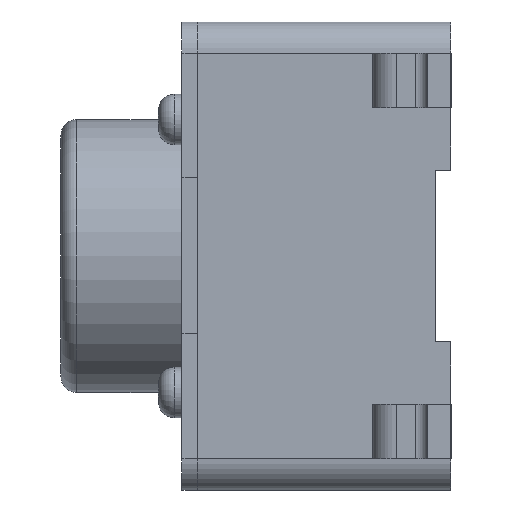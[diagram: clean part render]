
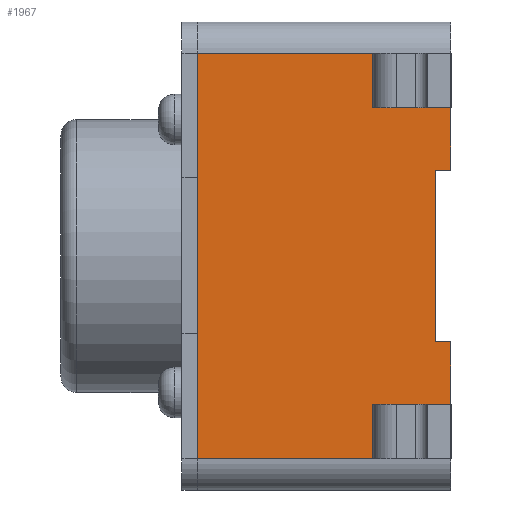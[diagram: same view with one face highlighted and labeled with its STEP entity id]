
A CAD part, left-side view. The second image highlights one B-rep face of the part: STEP entity #1967.
In plain terms, the highlighted planar face has unit normal (-1, 0, 0).
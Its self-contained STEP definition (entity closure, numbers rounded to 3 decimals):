
#53 = CARTESIAN_POINT ( 'NONE',  ( -3., 0., 2.6 ) ) ;
#122 = CARTESIAN_POINT ( 'NONE',  ( -3., 0., 1.1 ) ) ;
#324 = EDGE_CURVE ( 'NONE', #632, #1972, #2713, .T. ) ;
#391 = EDGE_CURVE ( 'NONE', #2252, #3523, #2282, .T. ) ;
#393 = AXIS2_PLACEMENT_3D ( 'NONE', #3614, #422, #1910 ) ;
#421 = LINE ( 'NONE', #1565, #1743 ) ;
#422 = DIRECTION ( 'NONE',  ( 1., 0., 0. ) ) ;
#472 = LINE ( 'NONE', #1356, #2797 ) ;
#505 = CARTESIAN_POINT ( 'NONE',  ( -3., 3.25, 2.6 ) ) ;
#528 = VECTOR ( 'NONE', #2182, 1000. ) ;
#632 = VERTEX_POINT ( 'NONE', #122 ) ;
#661 = PLANE ( 'NONE',  #393 ) ;
#741 = DIRECTION ( 'NONE',  ( 0., 0., -1. ) ) ;
#801 = DIRECTION ( 'NONE',  ( 0., 0., 1. ) ) ;
#816 = ORIENTED_EDGE ( 'NONE', *, *, #2685, .F. ) ;
#970 = LINE ( 'NONE', #3595, #1189 ) ;
#998 = LINE ( 'NONE', #1545, #1012 ) ;
#1000 = FACE_OUTER_BOUND ( 'NONE', #2665, .T. ) ;
#1012 = VECTOR ( 'NONE', #801, 1000. ) ;
#1067 = LINE ( 'NONE', #3680, #1261 ) ;
#1100 = ORIENTED_EDGE ( 'NONE', *, *, #391, .F. ) ;
#1189 = VECTOR ( 'NONE', #1223, 1000. ) ;
#1223 = DIRECTION ( 'NONE',  ( 0., -1., 0. ) ) ;
#1261 = VECTOR ( 'NONE', #741, 1000. ) ;
#1305 = ORIENTED_EDGE ( 'NONE', *, *, #324, .T. ) ;
#1341 = DIRECTION ( 'NONE',  ( 0., 0., 1. ) ) ;
#1356 = CARTESIAN_POINT ( 'NONE',  ( -3., 3.25, -2.6 ) ) ;
#1360 = VERTEX_POINT ( 'NONE', #2351 ) ;
#1412 = EDGE_CURVE ( 'NONE', #2252, #1360, #472, .T. ) ;
#1413 = EDGE_CURVE ( 'NONE', #3177, #2695, #1067, .T. ) ;
#1470 = ORIENTED_EDGE ( 'NONE', *, *, #3610, .F. ) ;
#1543 = DIRECTION ( 'NONE',  ( 0., -1., 0. ) ) ;
#1545 = CARTESIAN_POINT ( 'NONE',  ( -3., 0., 2.6 ) ) ;
#1559 = CARTESIAN_POINT ( 'NONE',  ( -3., 0.2, -1.1 ) ) ;
#1565 = CARTESIAN_POINT ( 'NONE',  ( -3., 0.2, 1.1 ) ) ;
#1567 = VERTEX_POINT ( 'NONE', #2762 ) ;
#1601 = ORIENTED_EDGE ( 'NONE', *, *, #2388, .T. ) ;
#1743 = VECTOR ( 'NONE', #3342, 1000. ) ;
#1847 = CARTESIAN_POINT ( 'NONE',  ( -3., 3.25, -2.6 ) ) ;
#1910 = DIRECTION ( 'NONE',  ( 0., 0., -1. ) ) ;
#1967 = ADVANCED_FACE ( 'NONE', ( #1000 ), #661, .F. ) ;
#1972 = VERTEX_POINT ( 'NONE', #2218 ) ;
#2182 = DIRECTION ( 'NONE',  ( 0., 0., 1. ) ) ;
#2187 = LINE ( 'NONE', #1559, #2505 ) ;
#2218 = CARTESIAN_POINT ( 'NONE',  ( -3., 0., 2.6 ) ) ;
#2252 = VERTEX_POINT ( 'NONE', #1847 ) ;
#2282 = LINE ( 'NONE', #3107, #3089 ) ;
#2351 = CARTESIAN_POINT ( 'NONE',  ( -3., 0., -2.6 ) ) ;
#2388 = EDGE_CURVE ( 'NONE', #1360, #1567, #998, .T. ) ;
#2405 = ORIENTED_EDGE ( 'NONE', *, *, #3729, .T. ) ;
#2432 = CARTESIAN_POINT ( 'NONE',  ( -3., 0.2, -1.1 ) ) ;
#2505 = VECTOR ( 'NONE', #1543, 1000. ) ;
#2665 = EDGE_LOOP ( 'NONE', ( #1601, #816, #3314, #2405, #1305, #1470, #1100, #3076 ) ) ;
#2685 = EDGE_CURVE ( 'NONE', #2695, #1567, #2187, .T. ) ;
#2695 = VERTEX_POINT ( 'NONE', #2432 ) ;
#2713 = LINE ( 'NONE', #53, #528 ) ;
#2762 = CARTESIAN_POINT ( 'NONE',  ( -3., 0., -1.1 ) ) ;
#2797 = VECTOR ( 'NONE', #3689, 1000. ) ;
#2918 = CARTESIAN_POINT ( 'NONE',  ( -3., 0.2, 1.1 ) ) ;
#3076 = ORIENTED_EDGE ( 'NONE', *, *, #1412, .T. ) ;
#3089 = VECTOR ( 'NONE', #1341, 1000. ) ;
#3107 = CARTESIAN_POINT ( 'NONE',  ( -3., 3.25, 2.6 ) ) ;
#3177 = VERTEX_POINT ( 'NONE', #2918 ) ;
#3314 = ORIENTED_EDGE ( 'NONE', *, *, #1413, .F. ) ;
#3342 = DIRECTION ( 'NONE',  ( 0., -1., 0. ) ) ;
#3523 = VERTEX_POINT ( 'NONE', #505 ) ;
#3595 = CARTESIAN_POINT ( 'NONE',  ( -3., 3.25, 2.6 ) ) ;
#3610 = EDGE_CURVE ( 'NONE', #3523, #1972, #970, .T. ) ;
#3614 = CARTESIAN_POINT ( 'NONE',  ( -3., 3.25, 2.6 ) ) ;
#3680 = CARTESIAN_POINT ( 'NONE',  ( -3., 0.2, 1.1 ) ) ;
#3689 = DIRECTION ( 'NONE',  ( 0., -1., 0. ) ) ;
#3729 = EDGE_CURVE ( 'NONE', #3177, #632, #421, .T. ) ;
